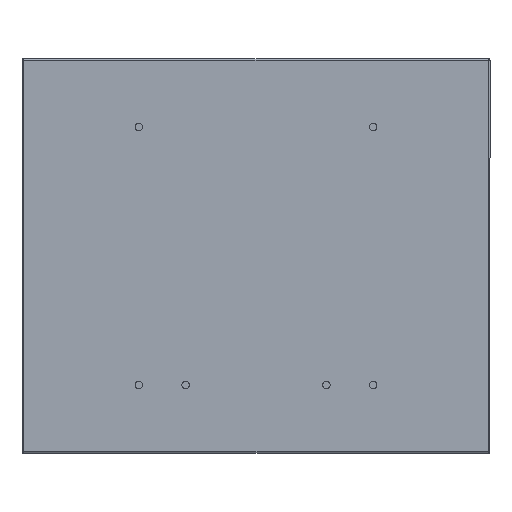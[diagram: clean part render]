
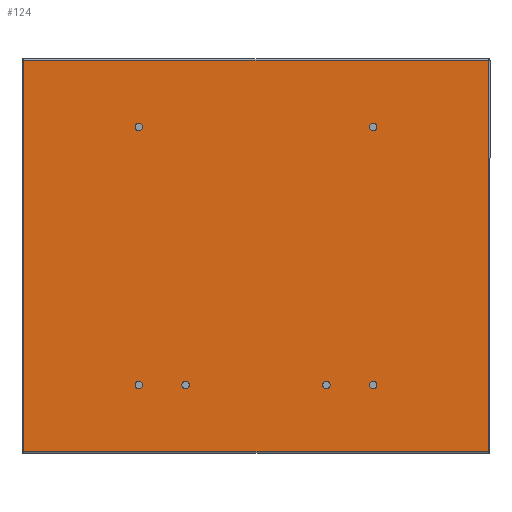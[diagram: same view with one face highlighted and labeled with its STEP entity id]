
A CAD part, front view. The second image highlights one B-rep face of the part: STEP entity #124.
In plain terms, the highlighted planar face has unit normal (0, -1, 0).
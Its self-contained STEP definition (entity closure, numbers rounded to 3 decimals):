
#53 = CARTESIAN_POINT ( 'NONE',  ( 12.5, 0., 13.35 ) ) ;
#54 = CARTESIAN_POINT ( 'NONE',  ( 12.5, 0., 14.15 ) ) ;
#56 = CARTESIAN_POINT ( 'NONE',  ( 24.75, 0., -20.85 ) ) ;
#57 = CARTESIAN_POINT ( 'NONE',  ( -24.75, 0., 20.85 ) ) ;
#65 = CARTESIAN_POINT ( 'NONE',  ( -7.5, 0., -14.15 ) ) ;
#73 = CARTESIAN_POINT ( 'NONE',  ( -7.5, 0., -13.35 ) ) ;
#78 = CARTESIAN_POINT ( 'NONE',  ( -24.75, 0., -20.85 ) ) ;
#79 = CARTESIAN_POINT ( 'NONE',  ( 24.75, 0., 20.85 ) ) ;
#85 = CARTESIAN_POINT ( 'NONE',  ( -12.5, 0., 14.15 ) ) ;
#89 = CARTESIAN_POINT ( 'NONE',  ( -12.5, 0., -13.35 ) ) ;
#90 = CARTESIAN_POINT ( 'NONE',  ( 12.5, 0., -13.35 ) ) ;
#93 = CARTESIAN_POINT ( 'NONE',  ( -12.5, 0., -14.15 ) ) ;
#109 = CARTESIAN_POINT ( 'NONE',  ( -12.5, 0., 13.35 ) ) ;
#110 = CARTESIAN_POINT ( 'NONE',  ( 7.5, 0., -14.15 ) ) ;
#114 = CARTESIAN_POINT ( 'NONE',  ( 7.5, 0., -13.35 ) ) ;
#116 = CARTESIAN_POINT ( 'NONE',  ( 12.5, 0., -14.15 ) ) ;
#124 = ADVANCED_FACE ( 'NONE', ( #1673, #1671, #1669, #1667, #1709, #1672, #1670 ), #910, .F. ) ;
#259 = EDGE_CURVE ( 'NONE', #936, #829, #1197, .T. ) ;
#261 = EDGE_CURVE ( 'NONE', #930, #925, #1195, .T. ) ;
#262 = EDGE_CURVE ( 'NONE', #898, #907, #1193, .T. ) ;
#264 = EDGE_CURVE ( 'NONE', #840, #822, #1191, .T. ) ;
#266 = EDGE_CURVE ( 'NONE', #974, #971, #1186, .T. ) ;
#270 = EDGE_CURVE ( 'NONE', #940, #946, #1181, .T. ) ;
#274 = EDGE_CURVE ( 'NONE', #956, #966, #1185, .T. ) ;
#278 = EDGE_CURVE ( 'NONE', #946, #940, #1173, .T. ) ;
#282 = EDGE_CURVE ( 'NONE', #829, #936, #1168, .T. ) ;
#283 = EDGE_CURVE ( 'NONE', #962, #956, #1170, .T. ) ;
#284 = EDGE_CURVE ( 'NONE', #953, #962, #1166, .T. ) ;
#285 = EDGE_CURVE ( 'NONE', #966, #953, #1164, .T. ) ;
#286 = EDGE_CURVE ( 'NONE', #907, #898, #1158, .T. ) ;
#287 = EDGE_CURVE ( 'NONE', #971, #974, #1155, .T. ) ;
#288 = EDGE_CURVE ( 'NONE', #925, #930, #1153, .T. ) ;
#289 = EDGE_CURVE ( 'NONE', #822, #840, #1150, .T. ) ;
#392 = AXIS2_PLACEMENT_3D ( 'NONE', #913, #783, #780 ) ;
#434 = AXIS2_PLACEMENT_3D ( 'NONE', #735, #734, #733 ) ;
#437 = AXIS2_PLACEMENT_3D ( 'NONE', #727, #726, #725 ) ;
#461 = AXIS2_PLACEMENT_3D ( 'NONE', #723, #721, #720 ) ;
#462 = AXIS2_PLACEMENT_3D ( 'NONE', #655, #636, #635 ) ;
#463 = AXIS2_PLACEMENT_3D ( 'NONE', #709, #707, #705 ) ;
#464 = AXIS2_PLACEMENT_3D ( 'NONE', #719, #715, #713 ) ;
#465 = AXIS2_PLACEMENT_3D ( 'NONE', #693, #692, #691 ) ;
#469 = AXIS2_PLACEMENT_3D ( 'NONE', #668, #667, #666 ) ;
#472 = AXIS2_PLACEMENT_3D ( 'NONE', #657, #652, #651 ) ;
#473 = AXIS2_PLACEMENT_3D ( 'NONE', #660, #641, #640 ) ;
#474 = AXIS2_PLACEMENT_3D ( 'NONE', #642, #632, #631 ) ;
#475 = AXIS2_PLACEMENT_3D ( 'NONE', #637, #629, #628 ) ;
#628 = DIRECTION ( 'NONE',  ( 0., 0., 1. ) ) ;
#629 = DIRECTION ( 'NONE',  ( 0., -1., 0. ) ) ;
#631 = DIRECTION ( 'NONE',  ( 0., 0., 1. ) ) ;
#632 = DIRECTION ( 'NONE',  ( 0., -1., 0. ) ) ;
#635 = DIRECTION ( 'NONE',  ( 0., 0., 1. ) ) ;
#636 = DIRECTION ( 'NONE',  ( 0., -1., 0. ) ) ;
#637 = CARTESIAN_POINT ( 'NONE',  ( 12.5, 0., -13.75 ) ) ;
#640 = DIRECTION ( 'NONE',  ( 0., 0., 1. ) ) ;
#641 = DIRECTION ( 'NONE',  ( 0., -1., 0. ) ) ;
#642 = CARTESIAN_POINT ( 'NONE',  ( -7.5, 0., -13.75 ) ) ;
#643 = DIRECTION ( 'NONE',  ( 0., 0., 1. ) ) ;
#644 = CARTESIAN_POINT ( 'NONE',  ( 24.75, 0., 21.05 ) ) ;
#646 = DIRECTION ( 'NONE',  ( -1., 0., 0. ) ) ;
#647 = CARTESIAN_POINT ( 'NONE',  ( -24.95, 0., 20.85 ) ) ;
#648 = DIRECTION ( 'NONE',  ( 0., 0., -1. ) ) ;
#649 = CARTESIAN_POINT ( 'NONE',  ( -24.75, 0., 21.05 ) ) ;
#651 = DIRECTION ( 'NONE',  ( 0., 0., 1. ) ) ;
#652 = DIRECTION ( 'NONE',  ( 0., -1., 0. ) ) ;
#655 = CARTESIAN_POINT ( 'NONE',  ( 12.5, 0., 13.75 ) ) ;
#657 = CARTESIAN_POINT ( 'NONE',  ( 7.5, 0., -13.75 ) ) ;
#660 = CARTESIAN_POINT ( 'NONE',  ( -12.5, 0., -13.75 ) ) ;
#666 = DIRECTION ( 'NONE',  ( 0., 0., 1. ) ) ;
#667 = DIRECTION ( 'NONE',  ( 0., -1., 0. ) ) ;
#668 = CARTESIAN_POINT ( 'NONE',  ( -12.5, 0., 13.75 ) ) ;
#678 = DIRECTION ( 'NONE',  ( 1., 0., 0. ) ) ;
#683 = CARTESIAN_POINT ( 'NONE',  ( -24.95, 0., -20.85 ) ) ;
#691 = DIRECTION ( 'NONE',  ( 0., 0., 1. ) ) ;
#692 = DIRECTION ( 'NONE',  ( 0., -1., 0. ) ) ;
#693 = CARTESIAN_POINT ( 'NONE',  ( -12.5, 0., 13.75 ) ) ;
#705 = DIRECTION ( 'NONE',  ( 0., 0., 1. ) ) ;
#707 = DIRECTION ( 'NONE',  ( 0., -1., 0. ) ) ;
#709 = CARTESIAN_POINT ( 'NONE',  ( 12.5, 0., 13.75 ) ) ;
#713 = DIRECTION ( 'NONE',  ( 0., 0., 1. ) ) ;
#715 = DIRECTION ( 'NONE',  ( 0., -1., 0. ) ) ;
#719 = CARTESIAN_POINT ( 'NONE',  ( 12.5, 0., -13.75 ) ) ;
#720 = DIRECTION ( 'NONE',  ( 0., 0., 1. ) ) ;
#721 = DIRECTION ( 'NONE',  ( 0., -1., 0. ) ) ;
#723 = CARTESIAN_POINT ( 'NONE',  ( -12.5, 0., -13.75 ) ) ;
#725 = DIRECTION ( 'NONE',  ( 0., 0., 1. ) ) ;
#726 = DIRECTION ( 'NONE',  ( 0., -1., 0. ) ) ;
#727 = CARTESIAN_POINT ( 'NONE',  ( -7.5, 0., -13.75 ) ) ;
#733 = DIRECTION ( 'NONE',  ( 0., 0., 1. ) ) ;
#734 = DIRECTION ( 'NONE',  ( 0., -1., 0. ) ) ;
#735 = CARTESIAN_POINT ( 'NONE',  ( 7.5, 0., -13.75 ) ) ;
#780 = DIRECTION ( 'NONE',  ( 0., 0., 1. ) ) ;
#783 = DIRECTION ( 'NONE',  ( 0., 1., 0. ) ) ;
#822 = VERTEX_POINT ( 'NONE', #90 ) ;
#829 = VERTEX_POINT ( 'NONE', #114 ) ;
#840 = VERTEX_POINT ( 'NONE', #116 ) ;
#898 = VERTEX_POINT ( 'NONE', #93 ) ;
#907 = VERTEX_POINT ( 'NONE', #89 ) ;
#910 = PLANE ( 'NONE',  #392 ) ;
#913 = CARTESIAN_POINT ( 'NONE',  ( -24.95, 0., 21.05 ) ) ;
#925 = VERTEX_POINT ( 'NONE', #73 ) ;
#930 = VERTEX_POINT ( 'NONE', #65 ) ;
#936 = VERTEX_POINT ( 'NONE', #110 ) ;
#940 = VERTEX_POINT ( 'NONE', #109 ) ;
#946 = VERTEX_POINT ( 'NONE', #85 ) ;
#953 = VERTEX_POINT ( 'NONE', #79 ) ;
#956 = VERTEX_POINT ( 'NONE', #78 ) ;
#962 = VERTEX_POINT ( 'NONE', #57 ) ;
#966 = VERTEX_POINT ( 'NONE', #56 ) ;
#971 = VERTEX_POINT ( 'NONE', #54 ) ;
#974 = VERTEX_POINT ( 'NONE', #53 ) ;
#1150 = CIRCLE ( 'NONE', #475, 0.4 ) ;
#1153 = CIRCLE ( 'NONE', #474, 0.4 ) ;
#1155 = CIRCLE ( 'NONE', #462, 0.4 ) ;
#1156 = VECTOR ( 'NONE', #648, 1000. ) ;
#1158 = CIRCLE ( 'NONE', #473, 0.4 ) ;
#1160 = VECTOR ( 'NONE', #643, 1000. ) ;
#1162 = VECTOR ( 'NONE', #678, 1000. ) ;
#1164 = LINE ( 'NONE', #644, #1160 ) ;
#1165 = VECTOR ( 'NONE', #646, 1000. ) ;
#1166 = LINE ( 'NONE', #647, #1165 ) ;
#1168 = CIRCLE ( 'NONE', #472, 0.4 ) ;
#1170 = LINE ( 'NONE', #649, #1156 ) ;
#1173 = CIRCLE ( 'NONE', #469, 0.4 ) ;
#1181 = CIRCLE ( 'NONE', #465, 0.4 ) ;
#1185 = LINE ( 'NONE', #683, #1162 ) ;
#1186 = CIRCLE ( 'NONE', #463, 0.4 ) ;
#1191 = CIRCLE ( 'NONE', #464, 0.4 ) ;
#1193 = CIRCLE ( 'NONE', #461, 0.4 ) ;
#1195 = CIRCLE ( 'NONE', #437, 0.4 ) ;
#1197 = CIRCLE ( 'NONE', #434, 0.4 ) ;
#1342 = ORIENTED_EDGE ( 'NONE', *, *, #278, .F. ) ;
#1439 = ORIENTED_EDGE ( 'NONE', *, *, #284, .T. ) ;
#1463 = ORIENTED_EDGE ( 'NONE', *, *, #274, .T. ) ;
#1465 = ORIENTED_EDGE ( 'NONE', *, *, #262, .F. ) ;
#1667 = FACE_BOUND ( 'NONE', #1686, .T. ) ;
#1669 = FACE_BOUND ( 'NONE', #1683, .T. ) ;
#1670 = FACE_BOUND ( 'NONE', #1684, .T. ) ;
#1671 = FACE_BOUND ( 'NONE', #1691, .T. ) ;
#1672 = FACE_BOUND ( 'NONE', #1678, .T. ) ;
#1673 = FACE_OUTER_BOUND ( 'NONE', #1681, .T. ) ;
#1678 = EDGE_LOOP ( 'NONE', ( #1731, #1726 ) ) ;
#1681 = EDGE_LOOP ( 'NONE', ( #1439, #1793, #1463, #1794 ) ) ;
#1683 = EDGE_LOOP ( 'NONE', ( #1721, #1465 ) ) ;
#1684 = EDGE_LOOP ( 'NONE', ( #1788, #1749 ) ) ;
#1686 = EDGE_LOOP ( 'NONE', ( #1342, #1770 ) ) ;
#1691 = EDGE_LOOP ( 'NONE', ( #1724, #1759 ) ) ;
#1699 = EDGE_LOOP ( 'NONE', ( #1727, #1732 ) ) ;
#1709 = FACE_BOUND ( 'NONE', #1699, .T. ) ;
#1721 = ORIENTED_EDGE ( 'NONE', *, *, #286, .F. ) ;
#1724 = ORIENTED_EDGE ( 'NONE', *, *, #282, .F. ) ;
#1726 = ORIENTED_EDGE ( 'NONE', *, *, #261, .F. ) ;
#1727 = ORIENTED_EDGE ( 'NONE', *, *, #287, .F. ) ;
#1731 = ORIENTED_EDGE ( 'NONE', *, *, #288, .F. ) ;
#1732 = ORIENTED_EDGE ( 'NONE', *, *, #266, .F. ) ;
#1749 = ORIENTED_EDGE ( 'NONE', *, *, #264, .F. ) ;
#1759 = ORIENTED_EDGE ( 'NONE', *, *, #259, .F. ) ;
#1770 = ORIENTED_EDGE ( 'NONE', *, *, #270, .F. ) ;
#1788 = ORIENTED_EDGE ( 'NONE', *, *, #289, .F. ) ;
#1793 = ORIENTED_EDGE ( 'NONE', *, *, #283, .T. ) ;
#1794 = ORIENTED_EDGE ( 'NONE', *, *, #285, .T. ) ;
